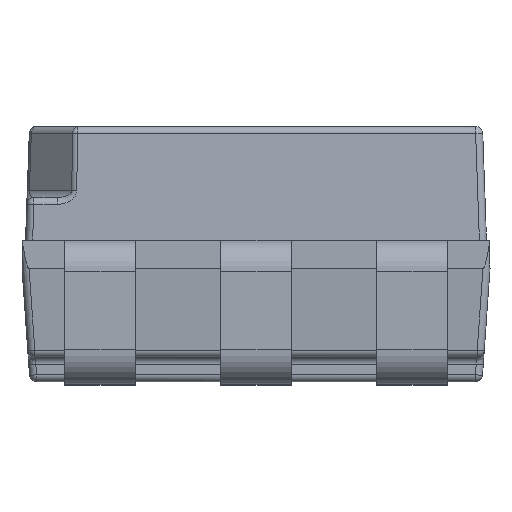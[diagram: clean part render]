
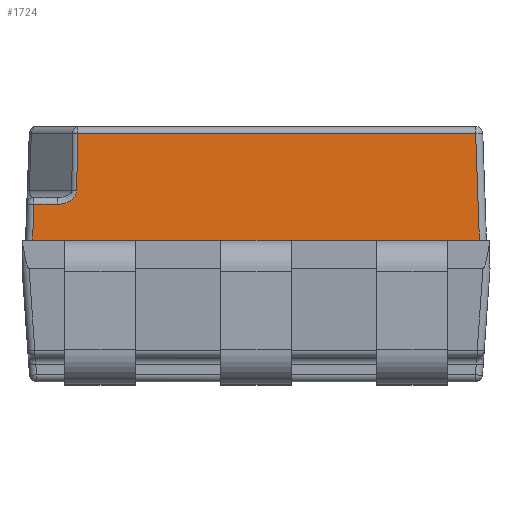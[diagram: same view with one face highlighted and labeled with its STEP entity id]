
A CAD part, front view. The second image highlights one B-rep face of the part: STEP entity #1724.
In plain terms, the highlighted planar face has unit normal (0, -0.999, 0.035).
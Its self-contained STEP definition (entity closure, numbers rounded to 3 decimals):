
#66 = CARTESIAN_POINT ( 'NONE',  ( -1.402, -1.491, -0.548 ) ) ;
#84 = CARTESIAN_POINT ( 'NONE',  ( -1.575, -1.5, -0.8 ) ) ;
#126 = CARTESIAN_POINT ( 'NONE',  ( -1.258, -1.474, -0.048 ) ) ;
#233 = EDGE_CURVE ( 'NONE', #5072, #1118, #5411, .T. ) ;
#254 = DIRECTION ( 'NONE',  ( -0.014, -0.035, -0.999 ) ) ;
#590 = VECTOR ( 'NONE', #7125, 1000. ) ;
#598 = CARTESIAN_POINT ( 'NONE',  ( -1.566, -1.491, -0.548 ) ) ;
#674 = LINE ( 'NONE', #6179, #6316 ) ;
#1004 = VERTEX_POINT ( 'NONE', #126 ) ;
#1118 = VERTEX_POINT ( 'NONE', #84 ) ;
#1464 = CARTESIAN_POINT ( 'NONE',  ( -1.402, -1.491, -0.548 ) ) ;
#1640 = VECTOR ( 'NONE', #5202, 1000. ) ;
#1724 = ADVANCED_FACE ( 'NONE', ( #3118 ), #6663, .T. ) ;
#1755 = EDGE_LOOP ( 'NONE', ( #3071, #5822, #4097, #5122, #6212, #3927, #3311 ) ) ;
#2700 = CARTESIAN_POINT ( 'NONE',  ( -1.65, -1.5, -0.8 ) ) ;
#2765 = VERTEX_POINT ( 'NONE', #5591 ) ;
#2939 = EDGE_CURVE ( 'NONE', #5960, #2765, #4663, .T. ) ;
#3071 = ORIENTED_EDGE ( 'NONE', *, *, #7157, .T. ) ;
#3073 = DIRECTION ( 'NONE',  ( -1., 0., 0. ) ) ;
#3118 = FACE_OUTER_BOUND ( 'NONE', #1755, .T. ) ;
#3311 = ORIENTED_EDGE ( 'NONE', *, *, #2939, .T. ) ;
#3369 = CARTESIAN_POINT ( 'NONE',  ( -1.324, -1.491, -0.547 ) ) ;
#3387 = VECTOR ( 'NONE', #4774, 1000. ) ;
#3566 = CARTESIAN_POINT ( 'NONE',  ( -1.566, -1.491, -0.548 ) ) ;
#3927 = ORIENTED_EDGE ( 'NONE', *, *, #4849, .F. ) ;
#3954 = CARTESIAN_POINT ( 'NONE',  ( -1.268, -1.49, -0.507 ) ) ;
#3969 = VERTEX_POINT ( 'NONE', #66 ) ;
#4097 = ORIENTED_EDGE ( 'NONE', *, *, #4843, .T. ) ;
#4501 = LINE ( 'NONE', #5688, #6384 ) ;
#4663 = LINE ( 'NONE', #7045, #590 ) ;
#4774 = DIRECTION ( 'NONE',  ( -0.035, -0.035, -0.999 ) ) ;
#4789 = CARTESIAN_POINT ( 'NONE',  ( -1.264, -1.488, -0.452 ) ) ;
#4843 = EDGE_CURVE ( 'NONE', #7714, #3969, #7006, .T. ) ;
#4849 = EDGE_CURVE ( 'NONE', #5960, #1118, #7448, .T. ) ;
#5072 = VERTEX_POINT ( 'NONE', #3566 ) ;
#5122 = ORIENTED_EDGE ( 'NONE', *, *, #7403, .T. ) ;
#5202 = DIRECTION ( 'NONE',  ( -1., 0., 0. ) ) ;
#5209 = AXIS2_PLACEMENT_3D ( 'NONE', #5413, #6704, #3073 ) ;
#5411 = LINE ( 'NONE', #598, #3387 ) ;
#5413 = CARTESIAN_POINT ( 'NONE',  ( -1.625, -1.5, -0.8 ) ) ;
#5591 = CARTESIAN_POINT ( 'NONE',  ( 1.549, -1.474, -0.048 ) ) ;
#5598 = DIRECTION ( 'NONE',  ( -1., 0., 0. ) ) ;
#5688 = CARTESIAN_POINT ( 'NONE',  ( -1.258, -1.474, -0.048 ) ) ;
#5822 = ORIENTED_EDGE ( 'NONE', *, *, #6049, .T. ) ;
#5960 = VERTEX_POINT ( 'NONE', #7273 ) ;
#6049 = EDGE_CURVE ( 'NONE', #1004, #7714, #4501, .T. ) ;
#6179 = CARTESIAN_POINT ( 'NONE',  ( -1.625, -1.491, -0.548 ) ) ;
#6212 = ORIENTED_EDGE ( 'NONE', *, *, #233, .T. ) ;
#6316 = VECTOR ( 'NONE', #5598, 1000. ) ;
#6378 = CARTESIAN_POINT ( 'NONE',  ( -1.625, -1.474, -0.048 ) ) ;
#6384 = VECTOR ( 'NONE', #254, 1000. ) ;
#6663 = PLANE ( 'NONE',  #5209 ) ;
#6704 = DIRECTION ( 'NONE',  ( 0., -0.999, 0.035 ) ) ;
#6882 = CARTESIAN_POINT ( 'NONE',  ( -1.264, -1.488, -0.452 ) ) ;
#6924 = DIRECTION ( 'NONE',  ( -1., 0., 0. ) ) ;
#6989 = LINE ( 'NONE', #6378, #1640 ) ;
#7006 = B_SPLINE_CURVE_WITH_KNOTS ( 'NONE', 3,
 ( #6882, #3954, #3369, #1464 ),
 .UNSPECIFIED., .F., .F.,
 ( 4, 4 ),
 ( 0., 1. ),
 .UNSPECIFIED. ) ;
#7045 = CARTESIAN_POINT ( 'NONE',  ( 1.575, -1.5, -0.8 ) ) ;
#7125 = DIRECTION ( 'NONE',  ( -0.035, 0.035, 0.999 ) ) ;
#7157 = EDGE_CURVE ( 'NONE', #2765, #1004, #6989, .T. ) ;
#7273 = CARTESIAN_POINT ( 'NONE',  ( 1.575, -1.5, -0.8 ) ) ;
#7403 = EDGE_CURVE ( 'NONE', #3969, #5072, #674, .T. ) ;
#7448 = LINE ( 'NONE', #2700, #7471 ) ;
#7471 = VECTOR ( 'NONE', #6924, 1000. ) ;
#7714 = VERTEX_POINT ( 'NONE', #4789 ) ;
